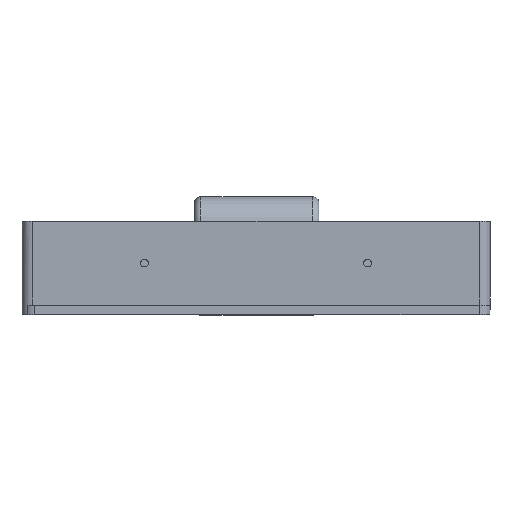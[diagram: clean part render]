
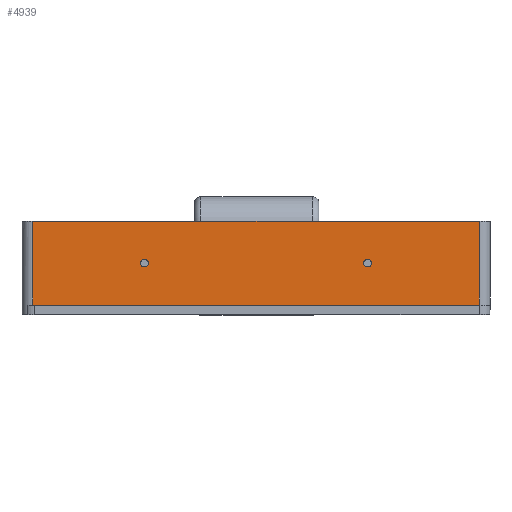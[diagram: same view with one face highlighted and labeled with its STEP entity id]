
A CAD part, top view. The second image highlights one B-rep face of the part: STEP entity #4939.
In plain terms, the highlighted planar face has unit normal (0, 0, 1).
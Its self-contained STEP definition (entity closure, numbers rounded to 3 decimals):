
#291 = ORIENTED_EDGE ( 'NONE', *, *, #3242, .F. ) ;
#625 = VERTEX_POINT ( 'NONE', #5437 ) ;
#982 = LINE ( 'NONE', #5992, #5859 ) ;
#1020 = CARTESIAN_POINT ( 'NONE',  ( -72.007, 3., 44.67 ) ) ;
#1081 = ORIENTED_EDGE ( 'NONE', *, *, #1439, .T. ) ;
#1149 = DIRECTION ( 'NONE',  ( -1., 0., 0. ) ) ;
#1331 = VERTEX_POINT ( 'NONE', #1815 ) ;
#1439 = EDGE_CURVE ( 'NONE', #6400, #1331, #2910, .T. ) ;
#1490 = DIRECTION ( 'NONE',  ( 1., 0., 0. ) ) ;
#1506 = EDGE_CURVE ( 'NONE', #625, #2522, #5831, .T. ) ;
#1639 = CARTESIAN_POINT ( 'NONE',  ( 71.5, 30., 44.67 ) ) ;
#1648 = PLANE ( 'NONE',  #1771 ) ;
#1675 = LINE ( 'NONE', #4728, #1678 ) ;
#1678 = VECTOR ( 'NONE', #3667, 1000. ) ;
#1771 = AXIS2_PLACEMENT_3D ( 'NONE', #3673, #5755, #1149 ) ;
#1779 = VERTEX_POINT ( 'NONE', #2067 ) ;
#1815 = CARTESIAN_POINT ( 'NONE',  ( 36.873, 16.5, 44.67 ) ) ;
#1929 = EDGE_CURVE ( 'NONE', #1779, #4856, #6528, .T. ) ;
#2059 = AXIS2_PLACEMENT_3D ( 'NONE', #3718, #6352, #5867 ) ;
#2067 = CARTESIAN_POINT ( 'NONE',  ( 71.5, 3., 44.67 ) ) ;
#2181 = EDGE_CURVE ( 'NONE', #2522, #625, #6587, .T. ) ;
#2280 = CARTESIAN_POINT ( 'NONE',  ( 71.5, 30., 44.67 ) ) ;
#2487 = AXIS2_PLACEMENT_3D ( 'NONE', #5123, #5727, #6220 ) ;
#2489 = AXIS2_PLACEMENT_3D ( 'NONE', #4184, #6190, #3096 ) ;
#2522 = VERTEX_POINT ( 'NONE', #5131 ) ;
#2658 = VERTEX_POINT ( 'NONE', #2280 ) ;
#2724 = VERTEX_POINT ( 'NONE', #3489 ) ;
#2826 = EDGE_CURVE ( 'NONE', #1331, #6400, #4868, .T. ) ;
#2877 = DIRECTION ( 'NONE',  ( 0., 0., -1. ) ) ;
#2910 = CIRCLE ( 'NONE', #2059, 1.25 ) ;
#2912 = CARTESIAN_POINT ( 'NONE',  ( -36.13, 16.5, 44.67 ) ) ;
#2975 = ORIENTED_EDGE ( 'NONE', *, *, #5672, .T. ) ;
#3050 = CARTESIAN_POINT ( 'NONE',  ( 34.373, 16.5, 44.67 ) ) ;
#3096 = DIRECTION ( 'NONE',  ( -1., 0., 0. ) ) ;
#3242 = EDGE_CURVE ( 'NONE', #2658, #1779, #4148, .T. ) ;
#3425 = EDGE_LOOP ( 'NONE', ( #6545, #291, #4953, #2975 ) ) ;
#3489 = CARTESIAN_POINT ( 'NONE',  ( -72.007, 30., 44.67 ) ) ;
#3667 = DIRECTION ( 'NONE',  ( 0., -1., 0. ) ) ;
#3673 = CARTESIAN_POINT ( 'NONE',  ( -72.007, 30., 44.67 ) ) ;
#3718 = CARTESIAN_POINT ( 'NONE',  ( 35.623, 16.5, 44.67 ) ) ;
#3881 = VECTOR ( 'NONE', #5986, 1000. ) ;
#4148 = LINE ( 'NONE', #1639, #5945 ) ;
#4184 = CARTESIAN_POINT ( 'NONE',  ( -36.13, 16.5, 44.67 ) ) ;
#4435 = AXIS2_PLACEMENT_3D ( 'NONE', #2912, #2877, #4914 ) ;
#4449 = ORIENTED_EDGE ( 'NONE', *, *, #2826, .T. ) ;
#4491 = CARTESIAN_POINT ( 'NONE',  ( 0., 3., 44.67 ) ) ;
#4620 = ORIENTED_EDGE ( 'NONE', *, *, #2181, .T. ) ;
#4702 = FACE_BOUND ( 'NONE', #6445, .T. ) ;
#4728 = CARTESIAN_POINT ( 'NONE',  ( -72.007, 30., 44.67 ) ) ;
#4849 = ORIENTED_EDGE ( 'NONE', *, *, #1506, .T. ) ;
#4856 = VERTEX_POINT ( 'NONE', #1020 ) ;
#4858 = EDGE_CURVE ( 'NONE', #2724, #2658, #982, .T. ) ;
#4868 = CIRCLE ( 'NONE', #2487, 1.25 ) ;
#4914 = DIRECTION ( 'NONE',  ( -1., 0., 0. ) ) ;
#4939 = ADVANCED_FACE ( 'NONE', ( #4702, #5787, #6241 ), #1648, .F. ) ;
#4953 = ORIENTED_EDGE ( 'NONE', *, *, #4858, .F. ) ;
#5123 = CARTESIAN_POINT ( 'NONE',  ( 35.623, 16.5, 44.67 ) ) ;
#5131 = CARTESIAN_POINT ( 'NONE',  ( -37.38, 16.5, 44.67 ) ) ;
#5437 = CARTESIAN_POINT ( 'NONE',  ( -34.88, 16.5, 44.67 ) ) ;
#5515 = EDGE_LOOP ( 'NONE', ( #4849, #4620 ) ) ;
#5672 = EDGE_CURVE ( 'NONE', #2724, #4856, #1675, .T. ) ;
#5687 = DIRECTION ( 'NONE',  ( 0., -1., 0. ) ) ;
#5727 = DIRECTION ( 'NONE',  ( 0., 0., -1. ) ) ;
#5755 = DIRECTION ( 'NONE',  ( 0., 0., -1. ) ) ;
#5787 = FACE_BOUND ( 'NONE', #5515, .T. ) ;
#5831 = CIRCLE ( 'NONE', #4435, 1.25 ) ;
#5859 = VECTOR ( 'NONE', #1490, 1000. ) ;
#5867 = DIRECTION ( 'NONE',  ( -1., 0., 0. ) ) ;
#5945 = VECTOR ( 'NONE', #5687, 1000. ) ;
#5986 = DIRECTION ( 'NONE',  ( -1., 0., 0. ) ) ;
#5992 = CARTESIAN_POINT ( 'NONE',  ( -72.007, 30., 44.67 ) ) ;
#6190 = DIRECTION ( 'NONE',  ( 0., 0., -1. ) ) ;
#6220 = DIRECTION ( 'NONE',  ( -1., 0., 0. ) ) ;
#6241 = FACE_OUTER_BOUND ( 'NONE', #3425, .T. ) ;
#6352 = DIRECTION ( 'NONE',  ( 0., 0., -1. ) ) ;
#6400 = VERTEX_POINT ( 'NONE', #3050 ) ;
#6445 = EDGE_LOOP ( 'NONE', ( #4449, #1081 ) ) ;
#6528 = LINE ( 'NONE', #4491, #3881 ) ;
#6545 = ORIENTED_EDGE ( 'NONE', *, *, #1929, .F. ) ;
#6587 = CIRCLE ( 'NONE', #2489, 1.25 ) ;
